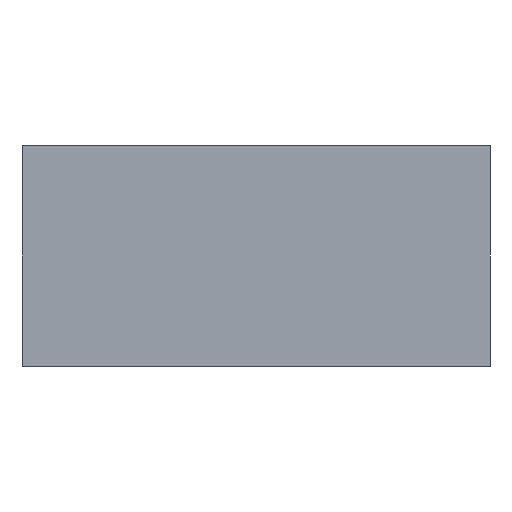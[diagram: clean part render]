
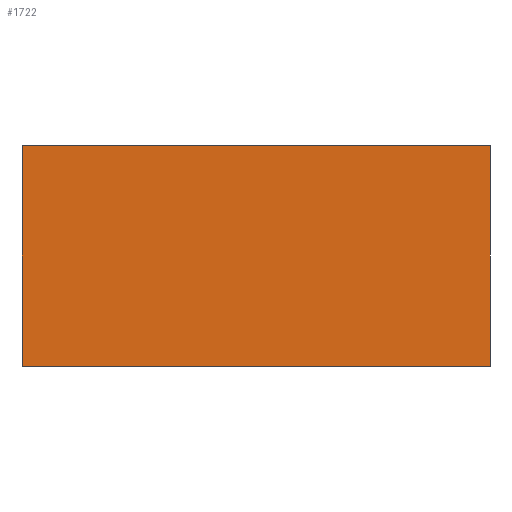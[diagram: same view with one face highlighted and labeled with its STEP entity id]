
A CAD part, left-side view. The second image highlights one B-rep face of the part: STEP entity #1722.
In plain terms, the highlighted planar face has unit normal (-1, 0, 0).
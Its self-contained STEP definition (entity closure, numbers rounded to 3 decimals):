
#1633=CARTESIAN_POINT('',(-27.,377.2,66.));
#1634=VERTEX_POINT('',#1633);
#1641=CARTESIAN_POINT('',(-27.,237.,66.));
#1642=VERTEX_POINT('',#1641);
#1643=CARTESIAN_POINT('',(-27.,237.,66.));
#1644=DIRECTION('',(0.,1.,0.));
#1645=VECTOR('',#1644,140.2);
#1646=LINE('',#1643,#1645);
#1647=EDGE_CURVE('',#1642,#1634,#1646,.T.);
#1692=CARTESIAN_POINT('',(-27.,338.6,66.));
#1693=DIRECTION('',(-1.,0.,0.));
#1694=DIRECTION('',(0.,0.,1.));
#1695=AXIS2_PLACEMENT_3D('',#1692,#1693,#1694);
#1696=PLANE('',#1695);
#1697=ORIENTED_EDGE('',*,*,#1647,.T.);
#1698=CARTESIAN_POINT('',(-27.,377.2,0.));
#1699=VERTEX_POINT('',#1698);
#1700=CARTESIAN_POINT('',(-27.,377.2,66.));
#1701=DIRECTION('',(0.,0.,-1.));
#1702=VECTOR('',#1701,66.);
#1703=LINE('',#1700,#1702);
#1704=EDGE_CURVE('',#1634,#1699,#1703,.T.);
#1705=ORIENTED_EDGE('',*,*,#1704,.T.);
#1706=CARTESIAN_POINT('',(-27.,237.,0.));
#1707=VERTEX_POINT('',#1706);
#1708=CARTESIAN_POINT('',(-27.,237.,0.));
#1709=DIRECTION('',(0.,1.,0.));
#1710=VECTOR('',#1709,140.2);
#1711=LINE('',#1708,#1710);
#1712=EDGE_CURVE('',#1707,#1699,#1711,.T.);
#1713=ORIENTED_EDGE('',*,*,#1712,.F.);
#1714=CARTESIAN_POINT('',(-27.,237.,66.));
#1715=DIRECTION('',(0.,0.,-1.));
#1716=VECTOR('',#1715,66.);
#1717=LINE('',#1714,#1716);
#1718=EDGE_CURVE('',#1642,#1707,#1717,.T.);
#1719=ORIENTED_EDGE('',*,*,#1718,.F.);
#1720=EDGE_LOOP('',(#1697,#1705,#1713,#1719));
#1721=FACE_BOUND('',#1720,.T.);
#1722=ADVANCED_FACE('',(#1721),#1696,.T.);
